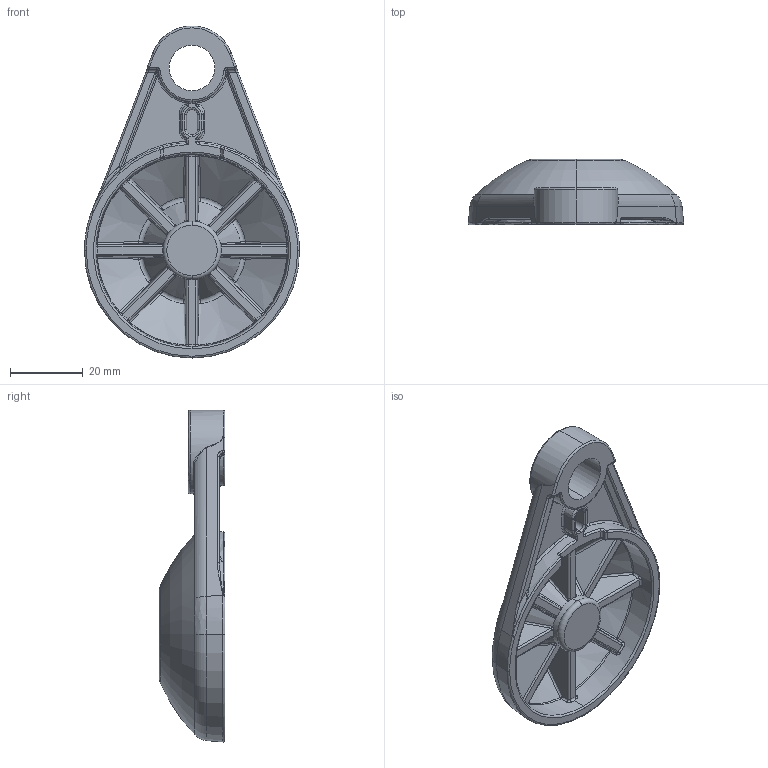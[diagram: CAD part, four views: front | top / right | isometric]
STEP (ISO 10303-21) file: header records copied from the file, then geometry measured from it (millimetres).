
FILE_DESCRIPTION (( 'STEP AP214' ), '1' );
FILE_NAME ('098da060k.STEP', '2014-08-11T13:14:52', ( '' ), ( '' ), 'SwSTEP 2.0', 'SolidWorks 2014', '' );
FILE_SCHEMA (( 'AUTOMOTIVE_DESIGN' ));
Length unit declared in the file: millimetre
Products named in the file (2): 098da060k(Design_ASP_V5)_Standard; 098da060k
Assembly tree (1 placements, depth 2):
  098da060k
    098da060k(Design_ASP_V5)_Standard
Bounding box: 58.99 x 18 x 91 mm (x, y, z)
Volume: 20780.9 mm3; surface area: 14038.3 mm2
Topology: 1 solids, 1 shells, 393 faces, 928 edges, 522 vertices
Faces by surface type: bspline 138, cylinder 69, torus 68, plane 52, sphere 36, cone 30
Entity records: 14226 total; most frequent: CARTESIAN_POINT 6236, ORIENTED_EDGE 1816, DIRECTION 1525, EDGE_CURVE 908, AXIS2_PLACEMENT_3D 692, VERTEX_POINT 519, CIRCLE 433, EDGE_LOOP 397
